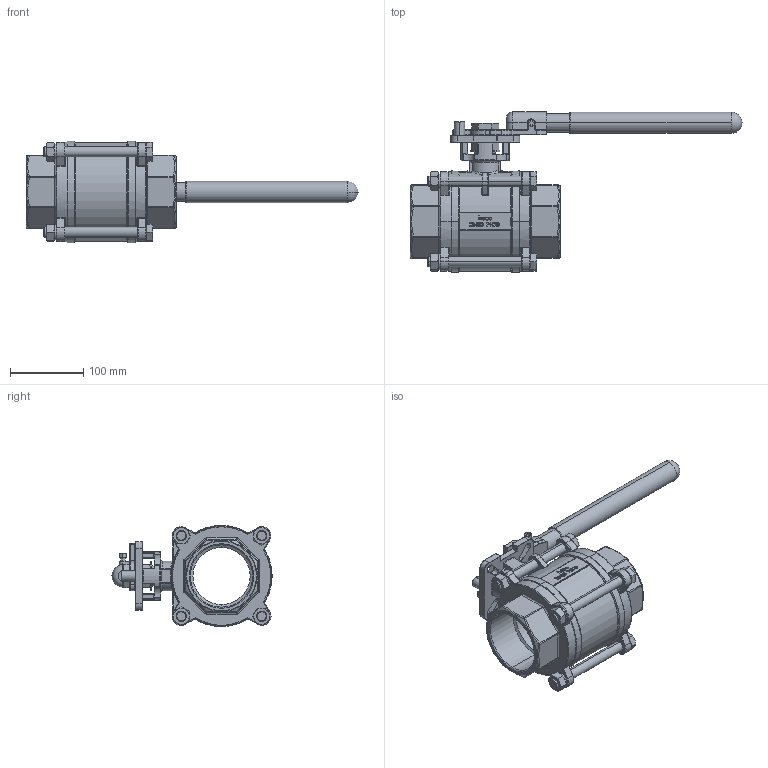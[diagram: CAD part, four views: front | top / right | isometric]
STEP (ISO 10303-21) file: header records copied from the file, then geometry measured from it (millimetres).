
FILE_DESCRIPTION (( 'STEP AP214' ), '1' );
FILE_NAME ('K3-300-0IG-4 Kugelhahn heco.STEP', '2018-07-11T08:49:12', ( '' ), ( '' ), 'SwSTEP 2.0', 'SolidWorks 2016', '' );
FILE_SCHEMA (( 'AUTOMOTIVE_DESIGN' ));
Length unit declared in the file: millimetre
Products named in the file (1): K3-300-0IG-4 Kugelhahn heco
Bounding box: 452.5 x 218.5 x 138 mm (x, y, z)
Volume: 1840203.7 mm3; surface area: 287609.7 mm2
Topology: 1 solids, 2 shells, 1798 faces, 4336 edges, 2553 vertices
Faces by surface type: plane 509, cylinder 457, bspline 366, torus 258, cone 135, sphere 73
Entity records: 73765 total; most frequent: CARTESIAN_POINT 30559, ORIENTED_EDGE 8536, DIRECTION 7782, EDGE_CURVE 4268, AXIS2_PLACEMENT_3D 3035, VERTEX_POINT 2551, EDGE_LOOP 1905, FACE_OUTER_BOUND 1798
